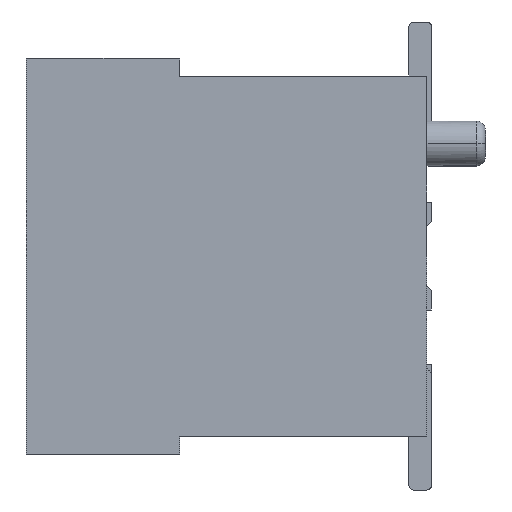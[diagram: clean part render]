
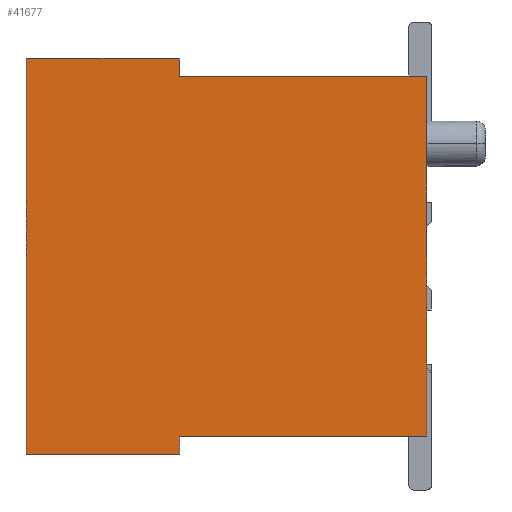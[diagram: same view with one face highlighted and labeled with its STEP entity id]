
A CAD part, left-side view. The second image highlights one B-rep face of the part: STEP entity #41677.
In plain terms, the highlighted planar face has unit normal (-1, 0, 0).
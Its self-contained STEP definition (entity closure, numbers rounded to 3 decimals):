
#13=DIRECTION('',(0.,-1.,0.));
#14=VECTOR('',#13,1.7);
#15=CARTESIAN_POINT('',(-3.85,4.45,2.2));
#16=LINE('',#15,#14);
#25=DIRECTION('',(0.,0.,1.));
#26=VECTOR('',#25,4.4);
#27=CARTESIAN_POINT('',(-3.85,4.45,-2.2));
#28=LINE('',#27,#26);
#9973=DIRECTION('',(0.,-1.,0.));
#9974=VECTOR('',#9973,1.7);
#9975=CARTESIAN_POINT('',(-3.85,4.45,-2.2));
#9976=LINE('',#9975,#9974);
#9985=DIRECTION('',(0.,0.,1.));
#9986=VECTOR('',#9985,0.2);
#9987=CARTESIAN_POINT('',(-3.85,2.75,-2.2));
#9988=LINE('',#9987,#9986);
#10057=DIRECTION('',(0.,-1.,0.));
#10058=VECTOR('',#10057,2.75);
#10059=CARTESIAN_POINT('',(-3.85,2.75,-2.));
#10060=LINE('',#10059,#10058);
#14615=DIRECTION('',(0.,0.,1.));
#14616=VECTOR('',#14615,4.);
#14617=CARTESIAN_POINT('',(-3.85,0.,-2.));
#14618=LINE('',#14617,#14616);
#14629=DIRECTION('',(0.,0.,-1.));
#14630=VECTOR('',#14629,0.2);
#14631=CARTESIAN_POINT('',(-3.85,2.75,2.2));
#14632=LINE('',#14631,#14630);
#14633=DIRECTION('',(0.,-1.,0.));
#14634=VECTOR('',#14633,2.75);
#14635=CARTESIAN_POINT('',(-3.85,2.75,2.));
#14636=LINE('',#14635,#14634);
#15519=CARTESIAN_POINT('',(-3.85,0.,2.));
#15520=VERTEX_POINT('',#15519);
#15521=CARTESIAN_POINT('',(-3.85,2.75,2.));
#15522=VERTEX_POINT('',#15521);
#15523=CARTESIAN_POINT('',(-3.85,2.75,2.2));
#15524=VERTEX_POINT('',#15523);
#15525=CARTESIAN_POINT('',(-3.85,2.75,-2.2));
#15526=CARTESIAN_POINT('',(-3.85,2.75,-2.));
#15527=VERTEX_POINT('',#15525);
#15528=VERTEX_POINT('',#15526);
#15529=CARTESIAN_POINT('',(-3.85,0.,-2.));
#15530=VERTEX_POINT('',#15529);
#15531=CARTESIAN_POINT('',(-3.85,4.45,2.2));
#15532=VERTEX_POINT('',#15531);
#15533=CARTESIAN_POINT('',(-3.85,4.45,-2.2));
#15534=VERTEX_POINT('',#15533);
#41662=CARTESIAN_POINT('',(-3.85,2.225,0.));
#41663=DIRECTION('',(1.,0.,0.));
#41664=DIRECTION('',(0.,0.,1.));
#41665=AXIS2_PLACEMENT_3D('',#41662,#41663,#41664);
#41666=PLANE('',#41665);
#41667=ORIENTED_EDGE('',*,*,#35161,.F.);
#41668=ORIENTED_EDGE('',*,*,#35146,.F.);
#41669=ORIENTED_EDGE('',*,*,#20695,.T.);
#41670=ORIENTED_EDGE('',*,*,#20680,.T.);
#41671=ORIENTED_EDGE('',*,*,#20665,.T.);
#41672=ORIENTED_EDGE('',*,*,#20650,.T.);
#41673=ORIENTED_EDGE('',*,*,#41651,.F.);
#41674=ORIENTED_EDGE('',*,*,#35228,.F.);
#41675=EDGE_LOOP('',(#41667,#41668,#41669,#41670,#41671,#41672,#41673,#41674));
#41676=FACE_OUTER_BOUND('',#41675,.F.);
#20650=EDGE_CURVE('',#15522,#15520,#14636,.T.);
#20665=EDGE_CURVE('',#15524,#15522,#14632,.T.);
#20680=EDGE_CURVE('',#15532,#15524,#16,.T.);
#20695=EDGE_CURVE('',#15534,#15532,#28,.T.);
#35146=EDGE_CURVE('',#15534,#15527,#9976,.T.);
#35161=EDGE_CURVE('',#15527,#15528,#9988,.T.);
#35228=EDGE_CURVE('',#15528,#15530,#10060,.T.);
#41651=EDGE_CURVE('',#15530,#15520,#14618,.T.);
#41677=ADVANCED_FACE('',(#41676),#41666,.F.);
